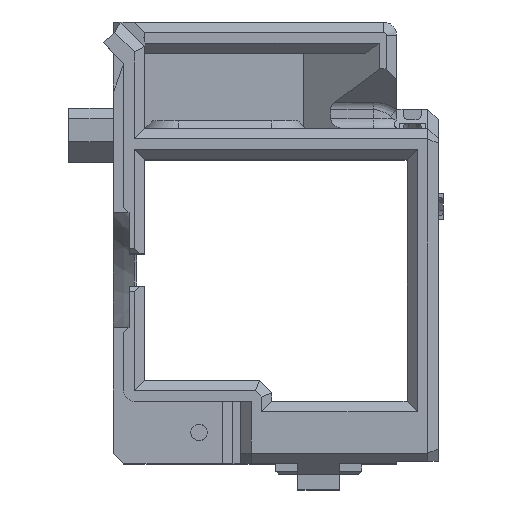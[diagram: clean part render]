
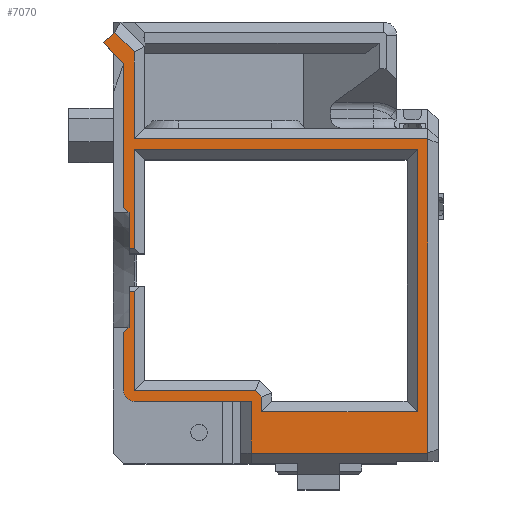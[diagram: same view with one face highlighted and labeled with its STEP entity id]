
A CAD part, top view. The second image highlights one B-rep face of the part: STEP entity #7070.
In plain terms, the highlighted planar face has unit normal (0, 0, 1).
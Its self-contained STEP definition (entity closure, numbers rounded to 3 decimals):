
#77=CIRCLE('',#7483,2.);
#358=PLANE('',#7486);
#691=FACE_OUTER_BOUND('',#1097,.T.);
#1097=EDGE_LOOP('',(#5497,#5498,#5499,#5500,#5501,#5502,#5503,#5504,#5505,
#5506,#5507,#5508,#5509,#5510,#5511,#5512,#5513,#5514,#5515,#5516,#5517,
#5518,#5519,#5520,#5521,#5522));
#1572=LINE('',#10367,#2426);
#1584=LINE('',#10443,#2438);
#1715=LINE('',#10734,#2569);
#1726=LINE('',#10755,#2580);
#1729=LINE('',#10767,#2583);
#1732=LINE('',#10773,#2586);
#1733=LINE('',#10775,#2587);
#1734=LINE('',#10777,#2588);
#1735=LINE('',#10779,#2589);
#1736=LINE('',#10781,#2590);
#1737=LINE('',#10783,#2591);
#1738=LINE('',#10785,#2592);
#1739=LINE('',#10787,#2593);
#1740=LINE('',#10789,#2594);
#1741=LINE('',#10791,#2595);
#1742=LINE('',#10793,#2596);
#1743=LINE('',#10795,#2597);
#1744=LINE('',#10797,#2598);
#1745=LINE('',#10799,#2599);
#1746=LINE('',#10801,#2600);
#1747=LINE('',#10802,#2601);
#1748=LINE('',#10803,#2602);
#1749=LINE('',#10805,#2603);
#1750=LINE('',#10806,#2604);
#2426=VECTOR('',#8169,10.);
#2438=VECTOR('',#8193,10.);
#2569=VECTOR('',#8420,10.);
#2580=VECTOR('',#8433,10.);
#2583=VECTOR('',#8444,10.);
#2586=VECTOR('',#8449,10.);
#2587=VECTOR('',#8450,10.);
#2588=VECTOR('',#8451,10.);
#2589=VECTOR('',#8452,10.);
#2590=VECTOR('',#8453,10.);
#2591=VECTOR('',#8454,10.);
#2592=VECTOR('',#8455,10.);
#2593=VECTOR('',#8456,10.);
#2594=VECTOR('',#8457,10.);
#2595=VECTOR('',#8458,10.);
#2596=VECTOR('',#8459,10.);
#2597=VECTOR('',#8460,10.);
#2598=VECTOR('',#8461,10.);
#2599=VECTOR('',#8462,10.);
#2600=VECTOR('',#8463,10.);
#2601=VECTOR('',#8464,10.);
#2602=VECTOR('',#8465,10.);
#2603=VECTOR('',#8466,10.);
#2604=VECTOR('',#8467,10.);
#3133=B_SPLINE_CURVE_WITH_KNOTS('',3,(#10334,#10335,#10336,#10337),
 .UNSPECIFIED.,.F.,.F.,(4,4),(0.119,0.881),
 .UNSPECIFIED.);
#3286=VERTEX_POINT('',#10328);
#3287=VERTEX_POINT('',#10333);
#3294=VERTEX_POINT('',#10365);
#3308=VERTEX_POINT('',#10442);
#3418=VERTEX_POINT('',#10727);
#3420=VERTEX_POINT('',#10733);
#3429=VERTEX_POINT('',#10753);
#3430=VERTEX_POINT('',#10757);
#3431=VERTEX_POINT('',#10758);
#3434=VERTEX_POINT('',#10766);
#3436=VERTEX_POINT('',#10772);
#3437=VERTEX_POINT('',#10774);
#3438=VERTEX_POINT('',#10776);
#3439=VERTEX_POINT('',#10778);
#3440=VERTEX_POINT('',#10780);
#3441=VERTEX_POINT('',#10782);
#3442=VERTEX_POINT('',#10784);
#3443=VERTEX_POINT('',#10786);
#3444=VERTEX_POINT('',#10788);
#3445=VERTEX_POINT('',#10790);
#3446=VERTEX_POINT('',#10792);
#3447=VERTEX_POINT('',#10794);
#3448=VERTEX_POINT('',#10796);
#3449=VERTEX_POINT('',#10798);
#3450=VERTEX_POINT('',#10800);
#3451=VERTEX_POINT('',#10804);
#4018=EDGE_CURVE('',#3286,#3287,#3133,.T.);
#4027=EDGE_CURVE('',#3286,#3294,#1572,.T.);
#4045=EDGE_CURVE('',#3287,#3308,#1584,.T.);
#4190=EDGE_CURVE('',#3418,#3420,#1715,.T.);
#4201=EDGE_CURVE('',#3418,#3429,#1726,.T.);
#4202=EDGE_CURVE('',#3430,#3431,#77,.T.);
#4206=EDGE_CURVE('',#3434,#3431,#1729,.T.);
#4209=EDGE_CURVE('',#3294,#3436,#1732,.T.);
#4210=EDGE_CURVE('',#3436,#3437,#1733,.T.);
#4211=EDGE_CURVE('',#3438,#3437,#1734,.T.);
#4212=EDGE_CURVE('',#3438,#3439,#1735,.T.);
#4213=EDGE_CURVE('',#3440,#3439,#1736,.T.);
#4214=EDGE_CURVE('',#3441,#3440,#1737,.T.);
#4215=EDGE_CURVE('',#3442,#3441,#1738,.T.);
#4216=EDGE_CURVE('',#3443,#3442,#1739,.T.);
#4217=EDGE_CURVE('',#3444,#3443,#1740,.T.);
#4218=EDGE_CURVE('',#3445,#3444,#1741,.T.);
#4219=EDGE_CURVE('',#3446,#3445,#1742,.T.);
#4220=EDGE_CURVE('',#3447,#3446,#1743,.T.);
#4221=EDGE_CURVE('',#3448,#3447,#1744,.T.);
#4222=EDGE_CURVE('',#3449,#3448,#1745,.T.);
#4223=EDGE_CURVE('',#3449,#3450,#1746,.T.);
#4224=EDGE_CURVE('',#3434,#3450,#1747,.T.);
#4225=EDGE_CURVE('',#3430,#3420,#1748,.T.);
#4226=EDGE_CURVE('',#3451,#3429,#1749,.T.);
#4227=EDGE_CURVE('',#3308,#3451,#1750,.T.);
#5497=ORIENTED_EDGE('',*,*,#4018,.F.);
#5498=ORIENTED_EDGE('',*,*,#4027,.T.);
#5499=ORIENTED_EDGE('',*,*,#4209,.T.);
#5500=ORIENTED_EDGE('',*,*,#4210,.T.);
#5501=ORIENTED_EDGE('',*,*,#4211,.F.);
#5502=ORIENTED_EDGE('',*,*,#4212,.T.);
#5503=ORIENTED_EDGE('',*,*,#4213,.F.);
#5504=ORIENTED_EDGE('',*,*,#4214,.F.);
#5505=ORIENTED_EDGE('',*,*,#4215,.F.);
#5506=ORIENTED_EDGE('',*,*,#4216,.F.);
#5507=ORIENTED_EDGE('',*,*,#4217,.F.);
#5508=ORIENTED_EDGE('',*,*,#4218,.F.);
#5509=ORIENTED_EDGE('',*,*,#4219,.F.);
#5510=ORIENTED_EDGE('',*,*,#4220,.F.);
#5511=ORIENTED_EDGE('',*,*,#4221,.F.);
#5512=ORIENTED_EDGE('',*,*,#4222,.F.);
#5513=ORIENTED_EDGE('',*,*,#4223,.T.);
#5514=ORIENTED_EDGE('',*,*,#4224,.F.);
#5515=ORIENTED_EDGE('',*,*,#4206,.T.);
#5516=ORIENTED_EDGE('',*,*,#4202,.F.);
#5517=ORIENTED_EDGE('',*,*,#4225,.T.);
#5518=ORIENTED_EDGE('',*,*,#4190,.F.);
#5519=ORIENTED_EDGE('',*,*,#4201,.T.);
#5520=ORIENTED_EDGE('',*,*,#4226,.F.);
#5521=ORIENTED_EDGE('',*,*,#4227,.F.);
#5522=ORIENTED_EDGE('',*,*,#4045,.F.);
#7070=ADVANCED_FACE('',(#691),#358,.T.);
#7483=AXIS2_PLACEMENT_3D('',#10759,#8436,#8437);
#7486=AXIS2_PLACEMENT_3D('',#10771,#8447,#8448);
#8169=DIRECTION('',(-0.746,-0.666,0.));
#8193=DIRECTION('',(0.,-1.,0.));
#8420=DIRECTION('',(0.,1.,0.));
#8433=DIRECTION('',(1.,0.,0.));
#8436=DIRECTION('center_axis',(0.,0.,-1.));
#8437=DIRECTION('ref_axis',(-0.707,-0.707,0.));
#8444=DIRECTION('',(0.,-1.,0.));
#8447=DIRECTION('center_axis',(0.,0.,1.));
#8448=DIRECTION('ref_axis',(0.,-1.,0.));
#8449=DIRECTION('',(0.707,-0.707,0.));
#8450=DIRECTION('',(0.,-1.,0.));
#8451=DIRECTION('',(-0.707,0.707,0.));
#8452=DIRECTION('',(0.,-1.,0.));
#8453=DIRECTION('',(-1.,0.,0.));
#8454=DIRECTION('',(0.,-1.,0.));
#8455=DIRECTION('',(-1.,0.,0.));
#8456=DIRECTION('',(0.,1.,0.));
#8457=DIRECTION('',(1.,0.,0.));
#8458=DIRECTION('',(0.,-1.,0.));
#8459=DIRECTION('',(0.707,-0.707,0.));
#8460=DIRECTION('',(1.,0.,0.));
#8461=DIRECTION('',(0.,-1.,0.));
#8462=DIRECTION('',(1.,0.,0.));
#8463=DIRECTION('',(0.,-1.,0.));
#8464=DIRECTION('',(0.707,0.707,0.));
#8465=DIRECTION('',(1.,0.,0.));
#8466=DIRECTION('',(0.,-1.,0.));
#8467=DIRECTION('',(1.,0.,0.));
#10328=CARTESIAN_POINT('',(-26.695,81.,84.5));
#10333=CARTESIAN_POINT('',(-22.938,77.243,84.5));
#10334=CARTESIAN_POINT('Ctrl Pts',(-26.695,81.,84.5));
#10335=CARTESIAN_POINT('Ctrl Pts',(-25.442,79.747,84.5));
#10336=CARTESIAN_POINT('Ctrl Pts',(-24.19,78.495,84.5));
#10337=CARTESIAN_POINT('Ctrl Pts',(-22.938,77.243,84.5));
#10365=CARTESIAN_POINT('',(-28.938,79.,84.5));
#10367=CARTESIAN_POINT('',(-29.318,78.661,84.5));
#10442=CARTESIAN_POINT('',(-22.938,60.5,84.5));
#10443=CARTESIAN_POINT('',(-22.938,51.5,84.5));
#10727=CARTESIAN_POINT('',(-0.437,0.,84.5));
#10733=CARTESIAN_POINT('',(-0.437,10.,84.5));
#10734=CARTESIAN_POINT('',(-0.437,25.25,84.5));
#10753=CARTESIAN_POINT('',(33.563,0.,84.5));
#10755=CARTESIAN_POINT('',(17.781,0.,84.5));
#10757=CARTESIAN_POINT('',(-22.938,10.,84.5));
#10758=CARTESIAN_POINT('',(-24.938,12.,84.5));
#10759=CARTESIAN_POINT('Origin',(-22.938,12.,84.5));
#10766=CARTESIAN_POINT('',(-24.938,23.15,84.5));
#10767=CARTESIAN_POINT('',(-24.938,32.325,84.5));
#10771=CARTESIAN_POINT('Origin',(0.,40.5,84.5));
#10772=CARTESIAN_POINT('',(-24.938,75.,84.5));
#10773=CARTESIAN_POINT('',(-12.078,62.141,84.5));
#10774=CARTESIAN_POINT('',(-24.938,47.35,84.5));
#10775=CARTESIAN_POINT('',(-24.938,50.588,84.5));
#10776=CARTESIAN_POINT('',(-23.938,46.35,84.5));
#10777=CARTESIAN_POINT('',(-16.741,39.153,84.5));
#10778=CARTESIAN_POINT('',(-23.938,39.355,84.5));
#10779=CARTESIAN_POINT('',(-23.938,43.425,84.5));
#10780=CARTESIAN_POINT('',(-22.938,39.355,84.5));
#10781=CARTESIAN_POINT('',(-13.469,39.355,84.5));
#10782=CARTESIAN_POINT('',(-22.938,58.5,84.5));
#10783=CARTESIAN_POINT('',(-22.938,27.25,84.5));
#10784=CARTESIAN_POINT('',(31.563,58.5,84.5));
#10785=CARTESIAN_POINT('',(-10.469,58.5,84.5));
#10786=CARTESIAN_POINT('',(31.563,8.,84.5));
#10787=CARTESIAN_POINT('',(31.563,48.5,84.5));
#10788=CARTESIAN_POINT('',(1.563,8.,84.5));
#10789=CARTESIAN_POINT('',(14.781,8.,84.5));
#10790=CARTESIAN_POINT('',(1.563,10.822,84.5));
#10791=CARTESIAN_POINT('',(1.563,25.25,84.5));
#10792=CARTESIAN_POINT('',(0.384,12.,84.5));
#10793=CARTESIAN_POINT('',(-6.542,18.926,84.5));
#10794=CARTESIAN_POINT('',(-22.938,12.,84.5));
#10795=CARTESIAN_POINT('',(1.781,12.,84.5));
#10796=CARTESIAN_POINT('',(-22.938,31.145,84.5));
#10797=CARTESIAN_POINT('',(-22.938,27.25,84.5));
#10798=CARTESIAN_POINT('',(-23.938,31.145,84.5));
#10799=CARTESIAN_POINT('',(-13.469,31.145,84.5));
#10800=CARTESIAN_POINT('',(-23.938,24.15,84.5));
#10801=CARTESIAN_POINT('',(-23.938,43.425,84.5));
#10802=CARTESIAN_POINT('',(-14.116,33.972,84.5));
#10803=CARTESIAN_POINT('',(-12.469,10.,84.5));
#10804=CARTESIAN_POINT('',(33.563,60.5,84.5));
#10805=CARTESIAN_POINT('',(33.563,19.25,84.5));
#10806=CARTESIAN_POINT('',(17.781,60.5,84.5));
